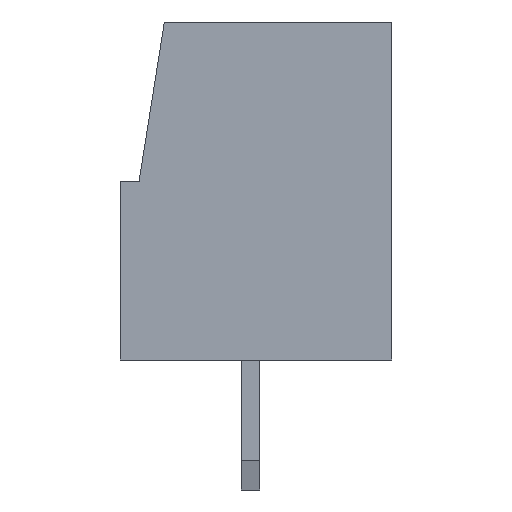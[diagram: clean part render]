
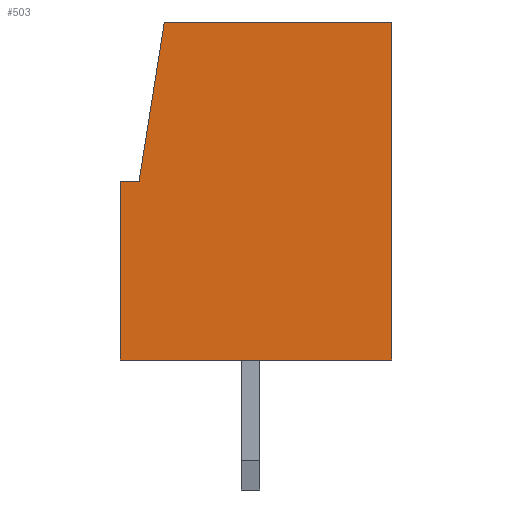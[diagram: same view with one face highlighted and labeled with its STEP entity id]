
A CAD part, left-side view. The second image highlights one B-rep face of the part: STEP entity #503.
In plain terms, the highlighted planar face has unit normal (-1, 0, 0).
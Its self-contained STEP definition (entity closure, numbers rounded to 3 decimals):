
#503 = ADVANCED_FACE( '', ( #1117 ), #1118, .F. );
#1117 = FACE_OUTER_BOUND( '', #1882, .T. );
#1118 = PLANE( '', #1883 );
#1882 = EDGE_LOOP( '', ( #2942, #2943, #2944, #2945, #2946, #2947 ) );
#1883 = AXIS2_PLACEMENT_3D( '', #2948, #2949, #2950 );
#2942 = ORIENTED_EDGE( '', *, *, #5063, .T. );
#2943 = ORIENTED_EDGE( '', *, *, #5064, .T. );
#2944 = ORIENTED_EDGE( '', *, *, #5065, .T. );
#2945 = ORIENTED_EDGE( '', *, *, #5066, .T. );
#2946 = ORIENTED_EDGE( '', *, *, #5067, .T. );
#2947 = ORIENTED_EDGE( '', *, *, #5068, .T. );
#2948 = CARTESIAN_POINT( '', ( -1.905, -8.03, -3.632 ) );
#2949 = DIRECTION( '', ( 1., 0., 0. ) );
#2950 = DIRECTION( '', ( 0., 0., 1. ) );
#5063 = EDGE_CURVE( '', #6194, #6195, #6196, .T. );
#5064 = EDGE_CURVE( '', #6195, #6197, #6198, .T. );
#5065 = EDGE_CURVE( '', #6197, #6199, #6200, .T. );
#5066 = EDGE_CURVE( '', #6199, #6201, #6202, .T. );
#5067 = EDGE_CURVE( '', #6201, #6203, #6204, .T. );
#5068 = EDGE_CURVE( '', #6203, #6194, #6205, .T. );
#6194 = VERTEX_POINT( '', #7778 );
#6195 = VERTEX_POINT( '', #7779 );
#6196 = LINE( '', #7780, #7781 );
#6197 = VERTEX_POINT( '', #7782 );
#6198 = LINE( '', #7783, #7784 );
#6199 = VERTEX_POINT( '', #7785 );
#6200 = LINE( '', #7786, #7787 );
#6201 = VERTEX_POINT( '', #7788 );
#6202 = LINE( '', #7789, #7790 );
#6203 = VERTEX_POINT( '', #7791 );
#6204 = LINE( '', #7792, #7793 );
#6205 = LINE( '', #7794, #7795 );
#7778 = CARTESIAN_POINT( '', ( -1.905, -7.3, 0. ) );
#7779 = CARTESIAN_POINT( '', ( -1.905, -7.3, 9.1 ) );
#7780 = CARTESIAN_POINT( '', ( -1.905, -7.3, 0. ) );
#7781 = VECTOR( '', #9277, 1000. );
#7782 = CARTESIAN_POINT( '', ( -1.905, -1.181, 9.1 ) );
#7783 = CARTESIAN_POINT( '', ( -1.905, -3.5, 9.1 ) );
#7784 = VECTOR( '', #9278, 1000. );
#7785 = CARTESIAN_POINT( '', ( -1.905, -0.5, 4.8 ) );
#7786 = CARTESIAN_POINT( '', ( -1.905, 0.26, 0. ) );
#7787 = VECTOR( '', #9279, 1000. );
#7788 = CARTESIAN_POINT( '', ( -1.905, 0., 4.8 ) );
#7789 = CARTESIAN_POINT( '', ( -1.905, -3.5, 4.8 ) );
#7790 = VECTOR( '', #9280, 1000. );
#7791 = CARTESIAN_POINT( '', ( -1.905, 0., 0. ) );
#7792 = CARTESIAN_POINT( '', ( -1.905, 0., 0. ) );
#7793 = VECTOR( '', #9281, 1000. );
#7794 = CARTESIAN_POINT( '', ( -1.905, -3.5, 0. ) );
#7795 = VECTOR( '', #9282, 1000. );
#9277 = DIRECTION( '', ( 0., 0., 1. ) );
#9278 = DIRECTION( '', ( 0., 1., 0. ) );
#9279 = DIRECTION( '', ( 0., 0.156, -0.988 ) );
#9280 = DIRECTION( '', ( 0., 1., 0. ) );
#9281 = DIRECTION( '', ( 0., 0., -1. ) );
#9282 = DIRECTION( '', ( 0., -1., 0. ) );
